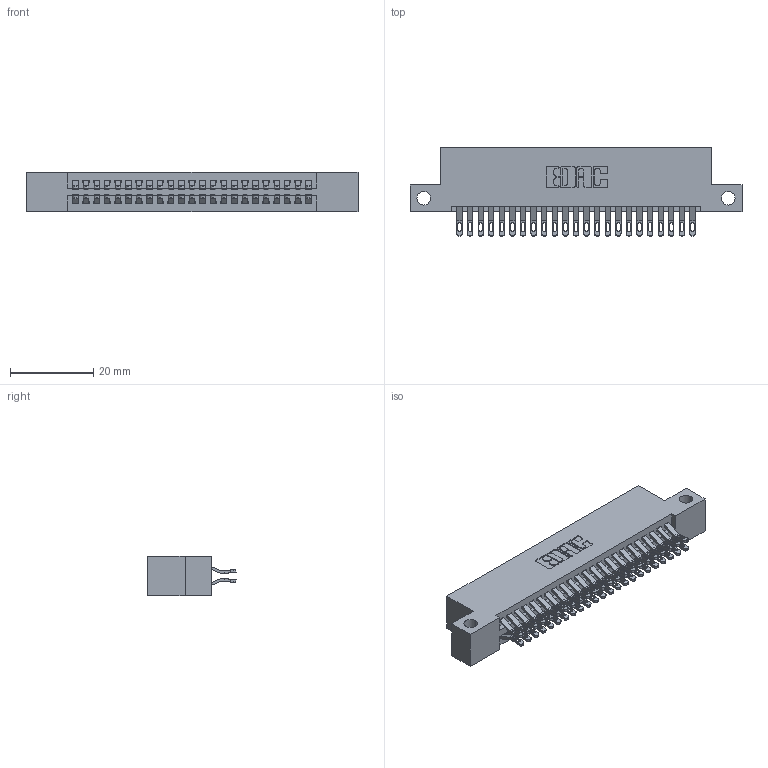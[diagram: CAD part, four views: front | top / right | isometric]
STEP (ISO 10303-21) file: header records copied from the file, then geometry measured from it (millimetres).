
FILE_DESCRIPTION (( 'STEP AP203' ), '1' );
FILE_NAME ('345-046-555-212.STEP', '2019-10-29T02:39:58', ( '' ), ( '' ), 'SwSTEP 2.0', 'SolidWorks 2016', '' );
FILE_SCHEMA (( 'CONFIG_CONTROL_DESIGN' ));
Length unit declared in the file: inch
Products named in the file (3): 345 Part_Flush Mounting Lugs - Side Mount; 345-046-555-212; 345-292-001_555 Tail
Assembly tree (47 placements, depth 2):
  345-046-555-212
    345 Part_Flush Mounting Lugs - Side Mount
    345-292-001_555 Tail  x46
Bounding box: 79.63 x 21.13 x 9.4 mm (x, y, z)
Volume: 7605 mm3; surface area: 11201.9 mm2
Topology: 47 solids, 47 shells, 2702 faces, 8483 edges, 5654 vertices
Faces by surface type: plane 1506, cylinder 1196
Entity records: 20933 total; most frequent: CARTESIAN_POINT 3562, ORIENTED_EDGE 3466, DIRECTION 3133, EDGE_CURVE 1733, VECTOR 1489, LINE 1489, VERTEX_POINT 1154, AXIS2_PLACEMENT_3D 822
